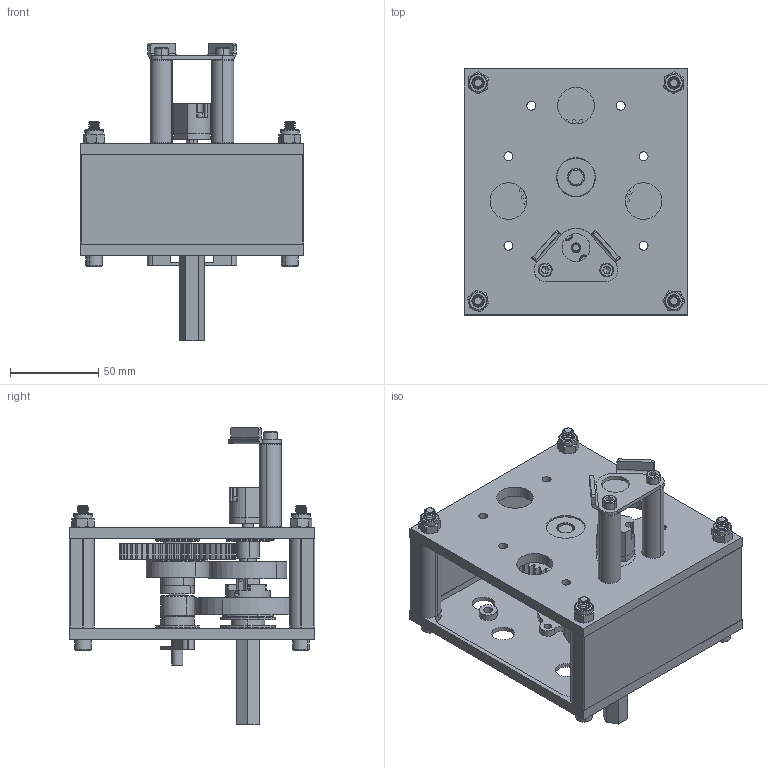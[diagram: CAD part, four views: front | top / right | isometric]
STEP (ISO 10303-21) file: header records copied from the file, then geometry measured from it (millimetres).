
FILE_DESCRIPTION (( 'STEP AP214' ), '1' );
FILE_NAME ('am-3039_45 - Super Sonic Shifter.STEP', '2017-10-17T16:00:03', ( '' ), ( '' ), 'SwSTEP 2.0', 'SolidWorks 2017', '' );
FILE_SCHEMA (( 'AUTOMOTIVE_DESIGN' ));
Length unit declared in the file: inch
Products named in the file (33): FR8ZZ Hex Bearing b; R3 Bearing_smart; Dog Gear; 0.1875 e-clip_97431A280; 48T Large Output Gear am-0022; Shifter Shaft Rev1 3CIM Shifter; 35T Small Output Gear am-0023; Shift Cap; 15T Hex Bore Gear; Shift Block 2; 28T Medium Cluster Gear; Spacer am-1181; Toughbox 50T Large Cluster; 375ID x 375t spacer - SPS-0500-0375-0375; FR6ZZ Bearing1; 0.125t x 500 hex spacer; am-3039_45 -  Super Sonic Shifter; 10-32x2250_shcs_HX-SHCS 0.19-32x1.375x1-C; Cylender mount plate; 1.867 Spacer; am-0936 R6 Bearing; Shaft Plate w- 3rd stage opt; 250x1000 dowel; am-3037 SSS-Alt Hex Output; input-encoder shaft; 14-20x3000 shcs with threads_92196A555; Toughbox d29a; 250-20 Nylock Nut; Shift Body Plate Shaft Asm 3CIM; Spacer Rev2-1; Shift Shaft Spacer am-0300; Motor plate; 4-40x0250_shcs_smart
Assembly tree (47 placements, depth 3):
  am-3039_45 -  Super Sonic Shifter
    FR6ZZ Bearing1  x3
    Toughbox 50T Large Cluster
    28T Medium Cluster Gear
    15T Hex Bore Gear
    35T Small Output Gear am-0023
    48T Large Output Gear am-0022
    Dog Gear
    FR8ZZ Hex Bearing b  x2
    Motor plate
    Spacer Rev2-1  x2
    250-20 Nylock Nut  x4
    14-20x3000 shcs with threads_92196A555  x4
    am-3037 SSS-Alt Hex Output
    Shaft Plate w- 3rd stage opt
    1.867 Spacer  x2
    Cylender mount plate
    10-32x2250_shcs_HX-SHCS 0.19-32x1.375x1-C  x2
    0.125t x 500 hex spacer
    375ID x 375t spacer - SPS-0500-0375-0375
    Spacer am-1181  x3
    Shift Body Plate Shaft Asm 3CIM
      Shift Block 2
      Shift Cap
      Shifter Shaft Rev1 3CIM Shifter
      0.1875 e-clip_97431A280
      R3 Bearing_smart
      4-40x0250_shcs_smart  x2
      Shift Shaft Spacer am-0300
    Toughbox d29a
    input-encoder shaft
    250x1000 dowel
    am-0936 R6 Bearing
Bounding box: 127 x 139.7 x 169.11 mm (x, y, z)
Volume: 306964.6 mm3; surface area: 201449.3 mm2
Topology: 46 solids, 46 shells, 1788 faces, 4725 edges, 3064 vertices
Faces by surface type: cylinder 1142, plane 416, cone 202, bspline 16, torus 12
Entity records: 46111 total; most frequent: CARTESIAN_POINT 11709, DIRECTION 6712, ORIENTED_EDGE 6196, EDGE_CURVE 3098, AXIS2_PLACEMENT_3D 2673, VERTEX_POINT 2021, CIRCLE 1468, LINE 1366
